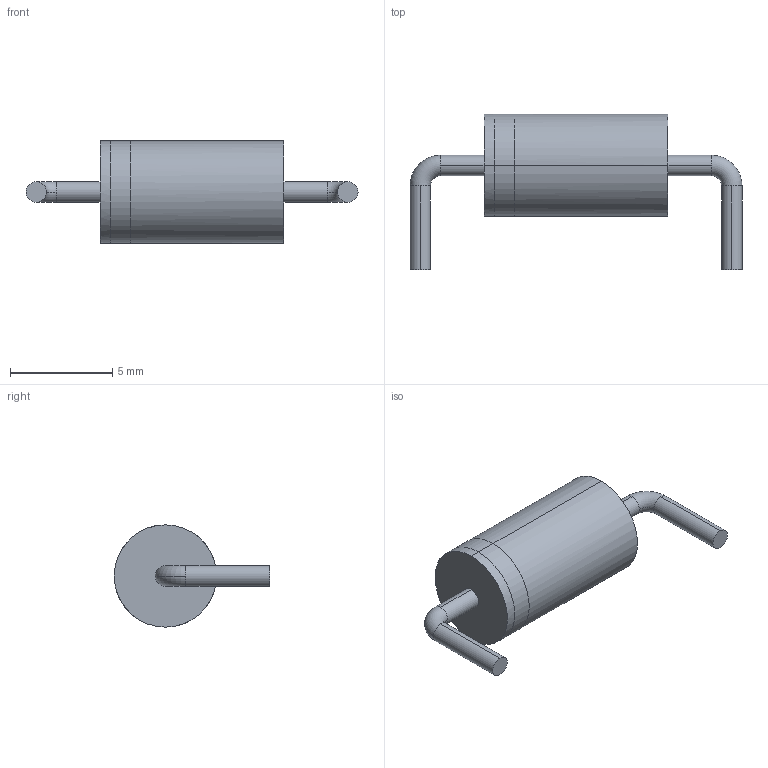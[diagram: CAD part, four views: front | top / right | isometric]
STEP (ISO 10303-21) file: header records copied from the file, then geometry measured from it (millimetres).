
FILE_DESCRIPTION (( 'STEP AP214' ), '1' );
FILE_NAME ('DO-201 600mil.STEP', '2019-08-01T15:37:53', ( '' ), ( '' ), 'SwSTEP 2.0', 'SolidWorks 2018', '' );
FILE_SCHEMA (( 'AUTOMOTIVE_DESIGN' ));
Length unit declared in the file: millimetre
Products named in the file (1): DO-201 600mil
Bounding box: 16.24 x 7.6 x 5 mm (x, y, z)
Volume: 189 mm3; surface area: 229.6 mm2
Topology: 1 solids, 1 shells, 22 faces, 50 edges, 32 vertices
Faces by surface type: cylinder 14, torus 4, plane 4
Entity records: 970 total; most frequent: CARTESIAN_POINT 173, DIRECTION 124, ORIENTED_EDGE 100, AXIS2_PLACEMENT_3D 55, EDGE_CURVE 50, CIRCLE 32, VERTEX_POINT 32, UNCERTAINTY_MEASURE_WITH_UNIT 25
